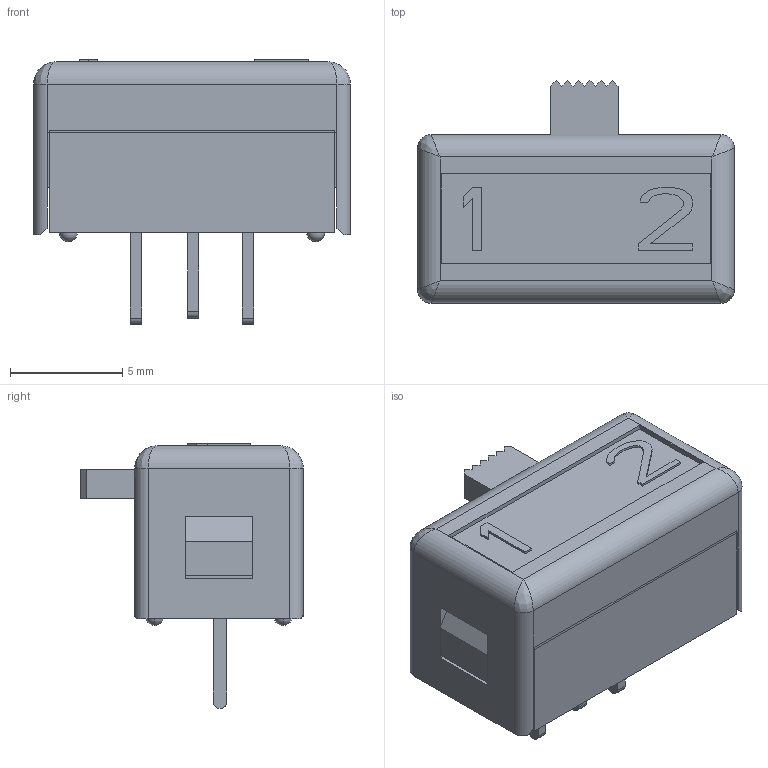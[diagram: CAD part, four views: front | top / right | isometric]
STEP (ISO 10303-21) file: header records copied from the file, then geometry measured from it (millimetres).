
FILE_DESCRIPTION((''),'2;1');
FILE_NAME('25339NA_ASM','2011-02-25T',('snouilhan'),(''),'PRO/ENGINEER BY PARAMETRIC TECHNOLOGY CORPORATION, 2009440','PRO/ENGINEER BY PARAMETRIC TECHNOLOGY CORPORATION, 2009440','');
FILE_SCHEMA(('CONFIG_CONTROL_DESIGN'));
Length unit declared in the file: millimetre
Products named in the file (7): 25320210; 25230190; 25280290; 25450410; 25490590; 25330710; 25339NA_ASM
Assembly tree (7 placements, depth 2):
  25339NA_ASM
    25320210
    25230190  x2
    25280290
    25450410
    25490590
    25330710
Bounding box: 14.1 x 9.9 x 11.79 mm (x, y, z)
Volume: 562.2 mm3; surface area: 1649.5 mm2
Topology: 9 solids, 9 shells, 387 faces, 1065 edges, 689 vertices
Faces by surface type: plane 331, cylinder 34, sphere 10, cone 8, bspline 4
Entity records: 11505 total; most frequent: CARTESIAN_POINT 2333, ORIENTED_EDGE 1930, DIRECTION 1755, EDGE_CURVE 965, VECTOR 849, LINE 849, VERTEX_POINT 635, AXIS2_PLACEMENT_3D 453
